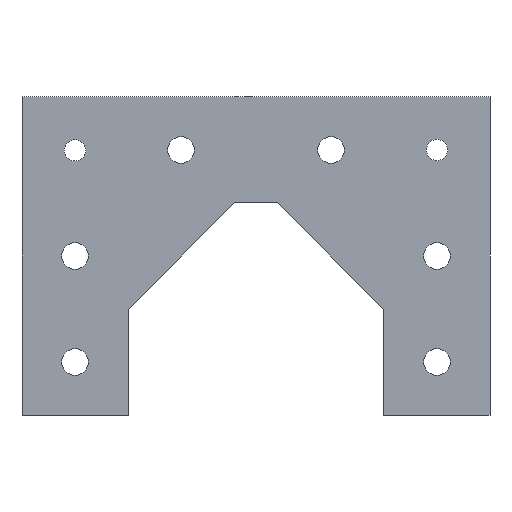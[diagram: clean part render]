
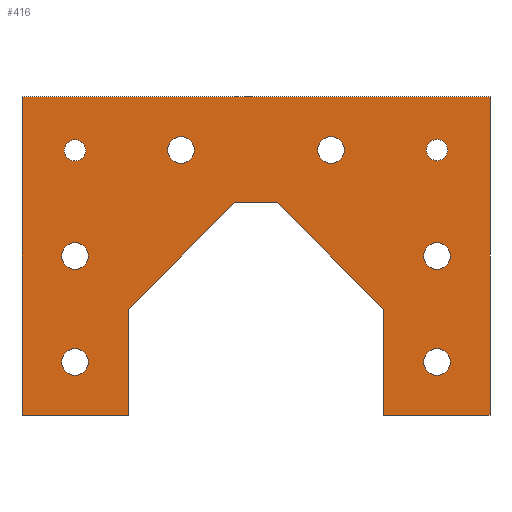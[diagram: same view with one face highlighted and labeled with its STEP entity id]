
A CAD part, front view. The second image highlights one B-rep face of the part: STEP entity #416.
In plain terms, the highlighted planar face has unit normal (0, -1, 0).
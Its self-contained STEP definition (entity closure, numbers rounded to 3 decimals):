
#23=FACE_BOUND('',#91,.T.);
#24=FACE_BOUND('',#92,.T.);
#25=FACE_BOUND('',#93,.T.);
#26=FACE_BOUND('',#94,.T.);
#27=FACE_BOUND('',#95,.T.);
#28=FACE_BOUND('',#96,.T.);
#29=FACE_BOUND('',#97,.T.);
#30=FACE_BOUND('',#98,.T.);
#42=PLANE('',#475);
#62=FACE_OUTER_BOUND('',#90,.T.);
#90=EDGE_LOOP('',(#371,#372,#373,#374,#375,#376,#377,#378,#379,#380));
#91=EDGE_LOOP('',(#381));
#92=EDGE_LOOP('',(#382));
#93=EDGE_LOOP('',(#383));
#94=EDGE_LOOP('',(#384));
#95=EDGE_LOOP('',(#385));
#96=EDGE_LOOP('',(#386));
#97=EDGE_LOOP('',(#387));
#98=EDGE_LOOP('',(#388));
#107=LINE('',#640,#145);
#111=LINE('',#648,#149);
#114=LINE('',#654,#152);
#117=LINE('',#660,#155);
#120=LINE('',#666,#158);
#123=LINE('',#672,#161);
#126=LINE('',#678,#164);
#129=LINE('',#684,#167);
#132=LINE('',#690,#170);
#135=LINE('',#695,#173);
#145=VECTOR('',#536,10.);
#149=VECTOR('',#542,10.);
#152=VECTOR('',#547,10.);
#155=VECTOR('',#552,10.);
#158=VECTOR('',#557,10.);
#161=VECTOR('',#562,10.);
#164=VECTOR('',#567,10.);
#167=VECTOR('',#572,10.);
#170=VECTOR('',#577,10.);
#173=VECTOR('',#582,10.);
#176=CIRCLE('',#442,2.);
#178=CIRCLE('',#445,2.);
#180=CIRCLE('',#448,2.5);
#182=CIRCLE('',#451,2.5);
#184=CIRCLE('',#454,2.5);
#186=CIRCLE('',#457,2.5);
#188=CIRCLE('',#460,2.5);
#190=CIRCLE('',#463,2.5);
#192=VERTEX_POINT('',#592);
#194=VERTEX_POINT('',#598);
#196=VERTEX_POINT('',#604);
#198=VERTEX_POINT('',#610);
#200=VERTEX_POINT('',#616);
#202=VERTEX_POINT('',#622);
#204=VERTEX_POINT('',#628);
#206=VERTEX_POINT('',#634);
#207=VERTEX_POINT('',#638);
#208=VERTEX_POINT('',#639);
#211=VERTEX_POINT('',#647);
#213=VERTEX_POINT('',#653);
#215=VERTEX_POINT('',#659);
#217=VERTEX_POINT('',#665);
#219=VERTEX_POINT('',#671);
#221=VERTEX_POINT('',#677);
#223=VERTEX_POINT('',#683);
#225=VERTEX_POINT('',#689);
#229=EDGE_CURVE('',#192,#192,#176,.T.);
#232=EDGE_CURVE('',#194,#194,#178,.T.);
#235=EDGE_CURVE('',#196,#196,#180,.T.);
#238=EDGE_CURVE('',#198,#198,#182,.T.);
#241=EDGE_CURVE('',#200,#200,#184,.T.);
#244=EDGE_CURVE('',#202,#202,#186,.T.);
#247=EDGE_CURVE('',#204,#204,#188,.T.);
#250=EDGE_CURVE('',#206,#206,#190,.T.);
#251=EDGE_CURVE('',#207,#208,#107,.T.);
#255=EDGE_CURVE('',#211,#207,#111,.T.);
#258=EDGE_CURVE('',#213,#211,#114,.T.);
#261=EDGE_CURVE('',#215,#213,#117,.T.);
#264=EDGE_CURVE('',#217,#215,#120,.T.);
#267=EDGE_CURVE('',#219,#217,#123,.T.);
#270=EDGE_CURVE('',#221,#219,#126,.T.);
#273=EDGE_CURVE('',#223,#221,#129,.T.);
#276=EDGE_CURVE('',#225,#223,#132,.T.);
#279=EDGE_CURVE('',#208,#225,#135,.T.);
#371=ORIENTED_EDGE('',*,*,#279,.F.);
#372=ORIENTED_EDGE('',*,*,#251,.F.);
#373=ORIENTED_EDGE('',*,*,#255,.F.);
#374=ORIENTED_EDGE('',*,*,#258,.F.);
#375=ORIENTED_EDGE('',*,*,#261,.F.);
#376=ORIENTED_EDGE('',*,*,#264,.F.);
#377=ORIENTED_EDGE('',*,*,#267,.F.);
#378=ORIENTED_EDGE('',*,*,#270,.F.);
#379=ORIENTED_EDGE('',*,*,#273,.F.);
#380=ORIENTED_EDGE('',*,*,#276,.F.);
#381=ORIENTED_EDGE('',*,*,#229,.T.);
#382=ORIENTED_EDGE('',*,*,#232,.T.);
#383=ORIENTED_EDGE('',*,*,#250,.F.);
#384=ORIENTED_EDGE('',*,*,#247,.F.);
#385=ORIENTED_EDGE('',*,*,#244,.F.);
#386=ORIENTED_EDGE('',*,*,#241,.F.);
#387=ORIENTED_EDGE('',*,*,#238,.F.);
#388=ORIENTED_EDGE('',*,*,#235,.F.);
#416=ADVANCED_FACE('',(#62,#23,#24,#25,#26,#27,#28,#29,#30),#42,.F.);
#442=AXIS2_PLACEMENT_3D('',#594,#483,#484);
#445=AXIS2_PLACEMENT_3D('',#600,#490,#491);
#448=AXIS2_PLACEMENT_3D('',#606,#497,#498);
#451=AXIS2_PLACEMENT_3D('',#612,#504,#505);
#454=AXIS2_PLACEMENT_3D('',#618,#511,#512);
#457=AXIS2_PLACEMENT_3D('',#624,#518,#519);
#460=AXIS2_PLACEMENT_3D('',#630,#525,#526);
#463=AXIS2_PLACEMENT_3D('',#636,#532,#533);
#475=AXIS2_PLACEMENT_3D('',#698,#586,#587);
#483=DIRECTION('center_axis',(0.,1.,0.));
#484=DIRECTION('ref_axis',(1.,0.,0.));
#490=DIRECTION('center_axis',(0.,1.,0.));
#491=DIRECTION('ref_axis',(1.,0.,0.));
#497=DIRECTION('center_axis',(0.,-1.,0.));
#498=DIRECTION('ref_axis',(1.,0.,0.));
#504=DIRECTION('center_axis',(0.,-1.,0.));
#505=DIRECTION('ref_axis',(1.,0.,0.));
#511=DIRECTION('center_axis',(0.,-1.,0.));
#512=DIRECTION('ref_axis',(1.,0.,0.));
#518=DIRECTION('center_axis',(0.,-1.,0.));
#519=DIRECTION('ref_axis',(1.,0.,0.));
#525=DIRECTION('center_axis',(0.,-1.,0.));
#526=DIRECTION('ref_axis',(1.,0.,0.));
#532=DIRECTION('center_axis',(0.,-1.,0.));
#533=DIRECTION('ref_axis',(1.,0.,0.));
#536=DIRECTION('',(-1.,0.,0.));
#542=DIRECTION('',(-0.707,0.,0.707));
#547=DIRECTION('',(0.,0.,1.));
#552=DIRECTION('',(-1.,0.,0.));
#557=DIRECTION('',(0.,0.,-1.));
#562=DIRECTION('',(1.,0.,0.));
#567=DIRECTION('',(0.,0.,1.));
#572=DIRECTION('',(-1.,0.,0.));
#577=DIRECTION('',(0.,0.,-1.));
#582=DIRECTION('',(-0.707,0.,-0.707));
#586=DIRECTION('center_axis',(0.,1.,0.));
#587=DIRECTION('ref_axis',(0.,0.,1.));
#592=CARTESIAN_POINT('',(-12.,0.,-10.));
#594=CARTESIAN_POINT('Origin',(-10.,0.,-10.));
#598=CARTESIAN_POINT('',(-80.3,0.,-10.072));
#600=CARTESIAN_POINT('Origin',(-78.3,0.,-10.072));
#604=CARTESIAN_POINT('',(-32.5,0.,-10.));
#606=CARTESIAN_POINT('Origin',(-30.,0.,-10.));
#610=CARTESIAN_POINT('',(-12.5,0.,-30.));
#612=CARTESIAN_POINT('Origin',(-10.,0.,-30.));
#616=CARTESIAN_POINT('',(-12.5,0.,-50.));
#618=CARTESIAN_POINT('Origin',(-10.,0.,-50.));
#622=CARTESIAN_POINT('',(-80.8,0.,-50.));
#624=CARTESIAN_POINT('Origin',(-78.3,0.,-50.));
#628=CARTESIAN_POINT('',(-80.8,0.,-30.));
#630=CARTESIAN_POINT('Origin',(-78.3,0.,-30.));
#634=CARTESIAN_POINT('',(-60.8,0.,-10.));
#636=CARTESIAN_POINT('Origin',(-58.3,0.,-10.));
#638=CARTESIAN_POINT('',(-40.,0.,-20.));
#639=CARTESIAN_POINT('',(-48.3,0.,-20.));
#640=CARTESIAN_POINT('',(-20.,0.,-20.));
#647=CARTESIAN_POINT('',(-20.,0.,-40.));
#648=CARTESIAN_POINT('',(-20.,0.,-40.));
#653=CARTESIAN_POINT('',(-20.,0.,-60.));
#654=CARTESIAN_POINT('',(-20.,0.,-60.));
#659=CARTESIAN_POINT('',(0.,0.,-60.));
#660=CARTESIAN_POINT('',(0.,0.,-60.));
#665=CARTESIAN_POINT('',(0.,0.,0.));
#666=CARTESIAN_POINT('',(0.,0.,0.));
#671=CARTESIAN_POINT('',(-88.3,0.,0.));
#672=CARTESIAN_POINT('',(-88.3,0.,0.));
#677=CARTESIAN_POINT('',(-88.3,0.,-60.));
#678=CARTESIAN_POINT('',(-88.3,0.,-60.));
#683=CARTESIAN_POINT('',(-68.3,0.,-60.));
#684=CARTESIAN_POINT('',(0.,0.,-60.));
#689=CARTESIAN_POINT('',(-68.3,0.,-40.));
#690=CARTESIAN_POINT('',(-68.3,0.,-20.));
#695=CARTESIAN_POINT('',(-48.3,0.,-20.));
#698=CARTESIAN_POINT('Origin',(-44.15,0.,-30.));
